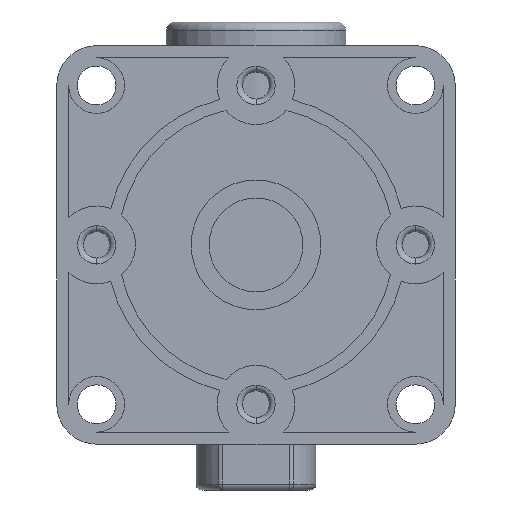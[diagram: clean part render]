
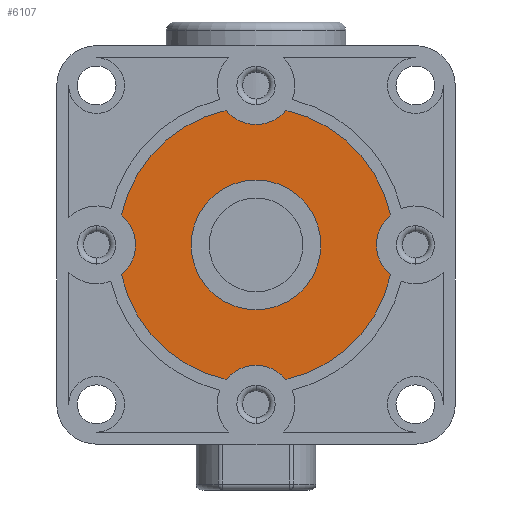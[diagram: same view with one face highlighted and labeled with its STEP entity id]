
A CAD part, front view. The second image highlights one B-rep face of the part: STEP entity #6107.
In plain terms, the highlighted planar face has unit normal (0, -1, 0).
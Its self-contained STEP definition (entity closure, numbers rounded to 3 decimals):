
#10 = AXIS2_PLACEMENT_3D ( 'NONE', #4315, #1336, #5304 ) ;
#47 = ORIENTED_EDGE ( 'NONE', *, *, #5058, .T. ) ;
#57 = CARTESIAN_POINT ( 'NONE',  ( 0., 5., -26.6 ) ) ;
#65 = AXIS2_PLACEMENT_3D ( 'NONE', #3355, #5808, #344 ) ;
#163 = CARTESIAN_POINT ( 'NONE',  ( 22.449, 5., 5.002 ) ) ;
#213 = CIRCLE ( 'NONE', #4984, 23. ) ;
#291 = EDGE_CURVE ( 'NONE', #388, #6071, #2972, .T. ) ;
#299 = AXIS2_PLACEMENT_3D ( 'NONE', #4459, #4440, #4013 ) ;
#344 = DIRECTION ( 'NONE',  ( 0., 0., -1. ) ) ;
#358 = DIRECTION ( 'NONE',  ( 0., 0., -1. ) ) ;
#388 = VERTEX_POINT ( 'NONE', #1271 ) ;
#454 = CIRCLE ( 'NONE', #745, 6.5 ) ;
#496 = DIRECTION ( 'NONE',  ( 0., -1., 0. ) ) ;
#505 = CIRCLE ( 'NONE', #1502, 10.82 ) ;
#576 = EDGE_CURVE ( 'NONE', #3196, #5651, #6290, .T. ) ;
#596 = CARTESIAN_POINT ( 'NONE',  ( -22.449, 5., -5.002 ) ) ;
#602 = EDGE_LOOP ( 'NONE', ( #1773, #3816 ) ) ;
#611 = DIRECTION ( 'NONE',  ( 0., 0., -1. ) ) ;
#660 = CARTESIAN_POINT ( 'NONE',  ( -26.6, 5., 0. ) ) ;
#696 = ORIENTED_EDGE ( 'NONE', *, *, #2687, .T. ) ;
#745 = AXIS2_PLACEMENT_3D ( 'NONE', #57, #3071, #611 ) ;
#755 = ORIENTED_EDGE ( 'NONE', *, *, #576, .F. ) ;
#968 = CARTESIAN_POINT ( 'NONE',  ( 5.002, 5., -22.449 ) ) ;
#1114 = EDGE_CURVE ( 'NONE', #2706, #4729, #505, .T. ) ;
#1271 = CARTESIAN_POINT ( 'NONE',  ( -5.002, 5., 22.449 ) ) ;
#1290 = DIRECTION ( 'NONE',  ( 0., 0., -1. ) ) ;
#1336 = DIRECTION ( 'NONE',  ( 0., -1., 0. ) ) ;
#1372 = AXIS2_PLACEMENT_3D ( 'NONE', #660, #1643, #3655 ) ;
#1502 = AXIS2_PLACEMENT_3D ( 'NONE', #2393, #2867, #6343 ) ;
#1643 = DIRECTION ( 'NONE',  ( 0., -1., 0. ) ) ;
#1652 = EDGE_CURVE ( 'NONE', #6071, #4434, #6121, .T. ) ;
#1682 = ORIENTED_EDGE ( 'NONE', *, *, #4914, .F. ) ;
#1693 = ORIENTED_EDGE ( 'NONE', *, *, #5011, .T. ) ;
#1730 = AXIS2_PLACEMENT_3D ( 'NONE', #5700, #5723, #6253 ) ;
#1773 = ORIENTED_EDGE ( 'NONE', *, *, #1114, .F. ) ;
#2005 = CARTESIAN_POINT ( 'NONE',  ( 0., 5., 0. ) ) ;
#2250 = ORIENTED_EDGE ( 'NONE', *, *, #291, .F. ) ;
#2303 = DIRECTION ( 'NONE',  ( 0., -1., 0. ) ) ;
#2310 = CARTESIAN_POINT ( 'NONE',  ( 5.002, 5., 22.449 ) ) ;
#2393 = CARTESIAN_POINT ( 'NONE',  ( 0., 5., 0. ) ) ;
#2545 = CIRCLE ( 'NONE', #1372, 6.5 ) ;
#2687 = EDGE_CURVE ( 'NONE', #4040, #3412, #213, .T. ) ;
#2706 = VERTEX_POINT ( 'NONE', #3974 ) ;
#2739 = EDGE_CURVE ( 'NONE', #5106, #3412, #454, .T. ) ;
#2867 = DIRECTION ( 'NONE',  ( 0., -1., 0. ) ) ;
#2968 = DIRECTION ( 'NONE',  ( 0., 0., -1. ) ) ;
#2972 = CIRCLE ( 'NONE', #1730, 6.5 ) ;
#2995 = CARTESIAN_POINT ( 'NONE',  ( -22.449, 5., 5.002 ) ) ;
#3071 = DIRECTION ( 'NONE',  ( 0., -1., 0. ) ) ;
#3084 = CIRCLE ( 'NONE', #10, 23. ) ;
#3115 = CIRCLE ( 'NONE', #299, 10.82 ) ;
#3196 = VERTEX_POINT ( 'NONE', #163 ) ;
#3342 = CARTESIAN_POINT ( 'NONE',  ( 0., 5., 0. ) ) ;
#3355 = CARTESIAN_POINT ( 'NONE',  ( 26.6, 5., 0. ) ) ;
#3403 = ORIENTED_EDGE ( 'NONE', *, *, #2739, .F. ) ;
#3412 = VERTEX_POINT ( 'NONE', #5070 ) ;
#3418 = FACE_BOUND ( 'NONE', #602, .T. ) ;
#3442 = DIRECTION ( 'NONE',  ( 0., -1., 0. ) ) ;
#3497 = FACE_OUTER_BOUND ( 'NONE', #4805, .T. ) ;
#3594 = ORIENTED_EDGE ( 'NONE', *, *, #4977, .T. ) ;
#3626 = CIRCLE ( 'NONE', #3914, 23. ) ;
#3655 = DIRECTION ( 'NONE',  ( 0., 0., -1. ) ) ;
#3683 = AXIS2_PLACEMENT_3D ( 'NONE', #2005, #496, #2968 ) ;
#3807 = ORIENTED_EDGE ( 'NONE', *, *, #1652, .F. ) ;
#3816 = ORIENTED_EDGE ( 'NONE', *, *, #6132, .F. ) ;
#3844 = CARTESIAN_POINT ( 'NONE',  ( 0., 5., 20.1 ) ) ;
#3914 = AXIS2_PLACEMENT_3D ( 'NONE', #6306, #2303, #1290 ) ;
#3974 = CARTESIAN_POINT ( 'NONE',  ( 0., 5., 10.82 ) ) ;
#4013 = DIRECTION ( 'NONE',  ( 0., 0., -1. ) ) ;
#4040 = VERTEX_POINT ( 'NONE', #596 ) ;
#4252 = AXIS2_PLACEMENT_3D ( 'NONE', #3342, #4407, #358 ) ;
#4315 = CARTESIAN_POINT ( 'NONE',  ( 0., 5., 0. ) ) ;
#4407 = DIRECTION ( 'NONE',  ( 0., -1., 0. ) ) ;
#4434 = VERTEX_POINT ( 'NONE', #2310 ) ;
#4440 = DIRECTION ( 'NONE',  ( 0., -1., 0. ) ) ;
#4459 = CARTESIAN_POINT ( 'NONE',  ( 0., 5., 0. ) ) ;
#4729 = VERTEX_POINT ( 'NONE', #5548 ) ;
#4805 = EDGE_LOOP ( 'NONE', ( #1682, #696, #3403, #47, #755, #3594, #3807, #2250, #1693 ) ) ;
#4903 = CARTESIAN_POINT ( 'NONE',  ( 0., 5., 0. ) ) ;
#4905 = CARTESIAN_POINT ( 'NONE',  ( 0., 5., 26.6 ) ) ;
#4914 = EDGE_CURVE ( 'NONE', #4040, #5609, #2545, .T. ) ;
#4942 = DIRECTION ( 'NONE',  ( 0., 0., -1. ) ) ;
#4977 = EDGE_CURVE ( 'NONE', #3196, #4434, #3626, .T. ) ;
#4984 = AXIS2_PLACEMENT_3D ( 'NONE', #4903, #3442, #4942 ) ;
#5011 = EDGE_CURVE ( 'NONE', #388, #5609, #3084, .T. ) ;
#5058 = EDGE_CURVE ( 'NONE', #5106, #5651, #6129, .T. ) ;
#5070 = CARTESIAN_POINT ( 'NONE',  ( -5.002, 5., -22.449 ) ) ;
#5106 = VERTEX_POINT ( 'NONE', #968 ) ;
#5304 = DIRECTION ( 'NONE',  ( 0., 0., -1. ) ) ;
#5548 = CARTESIAN_POINT ( 'NONE',  ( 0., 5., -10.82 ) ) ;
#5609 = VERTEX_POINT ( 'NONE', #2995 ) ;
#5651 = VERTEX_POINT ( 'NONE', #5748 ) ;
#5700 = CARTESIAN_POINT ( 'NONE',  ( 0., 5., 26.6 ) ) ;
#5723 = DIRECTION ( 'NONE',  ( 0., -1., 0. ) ) ;
#5748 = CARTESIAN_POINT ( 'NONE',  ( 22.449, 5., -5.002 ) ) ;
#5808 = DIRECTION ( 'NONE',  ( 0., -1., 0. ) ) ;
#5945 = PLANE ( 'NONE',  #3683 ) ;
#5992 = DIRECTION ( 'NONE',  ( 0., 0., -1. ) ) ;
#6071 = VERTEX_POINT ( 'NONE', #3844 ) ;
#6107 = ADVANCED_FACE ( 'NONE', ( #3418, #3497 ), #5945, .T. ) ;
#6121 = CIRCLE ( 'NONE', #6170, 6.5 ) ;
#6129 = CIRCLE ( 'NONE', #4252, 23. ) ;
#6132 = EDGE_CURVE ( 'NONE', #4729, #2706, #3115, .T. ) ;
#6170 = AXIS2_PLACEMENT_3D ( 'NONE', #4905, #6358, #5992 ) ;
#6253 = DIRECTION ( 'NONE',  ( 0., 0., -1. ) ) ;
#6290 = CIRCLE ( 'NONE', #65, 6.5 ) ;
#6306 = CARTESIAN_POINT ( 'NONE',  ( 0., 5., 0. ) ) ;
#6343 = DIRECTION ( 'NONE',  ( 0., 0., -1. ) ) ;
#6358 = DIRECTION ( 'NONE',  ( 0., -1., 0. ) ) ;
